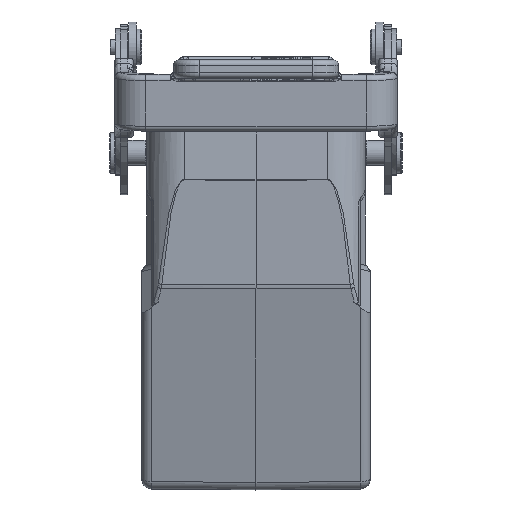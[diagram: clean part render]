
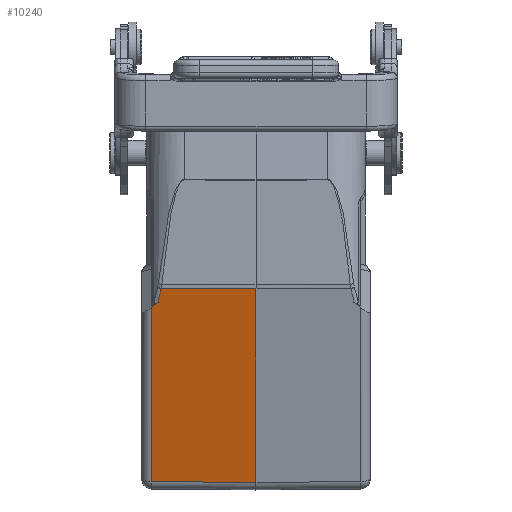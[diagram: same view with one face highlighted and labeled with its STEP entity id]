
A CAD part, left-side view. The second image highlights one B-rep face of the part: STEP entity #10240.
In plain terms, the highlighted planar face has unit normal (-0.966, 0.009, -0.259).
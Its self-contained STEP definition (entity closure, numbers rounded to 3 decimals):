
#8482=PLANE('',#36102);
#10240=ADVANCED_FACE('',(#12050),#8482,.T.);
#12050=FACE_OUTER_BOUND('',#13848,.T.);
#13848=EDGE_LOOP('',(#26489,#26490,#26491,#26492,#26493,#26494));
#14797=CIRCLE('',#36030,46.25);
#16884=LINE('',#56793,#19215);
#16885=LINE('',#56797,#19216);
#16891=LINE('',#56894,#19222);
#16919=LINE('',#57142,#19250);
#16920=LINE('',#57144,#19251);
#19215=VECTOR('',#42815,1.);
#19216=VECTOR('',#42820,1.);
#19222=VECTOR('',#42856,1.);
#19250=VECTOR('',#43002,1.);
#19251=VECTOR('',#43005,1.);
#26489=ORIENTED_EDGE('',*,*,#32951,.T.);
#26490=ORIENTED_EDGE('',*,*,#32936,.F.);
#26491=ORIENTED_EDGE('',*,*,#32931,.F.);
#26492=ORIENTED_EDGE('',*,*,#32929,.T.);
#26493=ORIENTED_EDGE('',*,*,#33019,.F.);
#26494=ORIENTED_EDGE('',*,*,#33020,.T.);
#29283=VERTEX_POINT('',#56790);
#29284=VERTEX_POINT('',#56794);
#29285=VERTEX_POINT('',#56798);
#29289=VERTEX_POINT('',#56820);
#29294=VERTEX_POINT('',#56895);
#29325=VERTEX_POINT('',#57139);
#32929=EDGE_CURVE('',#29284,#29283,#16884,.T.);
#32931=EDGE_CURVE('',#29284,#29285,#16885,.T.);
#32936=EDGE_CURVE('',#29285,#29289,#14797,.T.);
#32951=EDGE_CURVE('',#29294,#29289,#16891,.T.);
#33019=EDGE_CURVE('',#29325,#29283,#16919,.T.);
#33020=EDGE_CURVE('',#29325,#29294,#16920,.T.);
#36030=AXIS2_PLACEMENT_3D('',#56819,#42827,#42828);
#36102=AXIS2_PLACEMENT_3D('',#57145,#43006,#43007);
#42815=DIRECTION('',(0.259,0.,-0.966));
#42820=DIRECTION('',(-0.173,-0.765,0.62));
#42827=DIRECTION('',(0.966,-0.009,0.259));
#42828=DIRECTION('',(0.259,0.,-0.966));
#42856=DIRECTION('',(0.009,1.,0.002));
#43002=DIRECTION('',(0.007,1.,0.009));
#43005=DIRECTION('',(-0.259,0.,0.966));
#43006=DIRECTION('',(-0.966,0.009,-0.259));
#43007=DIRECTION('',(-0.259,0.,0.966));
#56790=CARTESIAN_POINT('',(-24.205,20.517,-70.339));
#56793=CARTESIAN_POINT('',(-33.383,20.517,-36.083));
#56794=CARTESIAN_POINT('',(-33.383,20.517,-36.083));
#56797=CARTESIAN_POINT('',(-33.383,20.517,-36.083));
#56798=CARTESIAN_POINT('',(-33.666,19.266,-35.069));
#56819=CARTESIAN_POINT('',(-31.836,-26.185,-43.434));
#56820=CARTESIAN_POINT('',(-34.389,18.655,-32.394));
#56894=CARTESIAN_POINT('',(-34.549,0.031,-32.422));
#56895=CARTESIAN_POINT('',(-34.55,0.,-32.423));
#57139=CARTESIAN_POINT('',(-24.342,0.,-70.518));
#57142=CARTESIAN_POINT('',(-24.342,-0.01,-70.518));
#57144=CARTESIAN_POINT('',(-24.342,0.,-70.518));
#57145=CARTESIAN_POINT('',(-23.945,0.,-72.));
